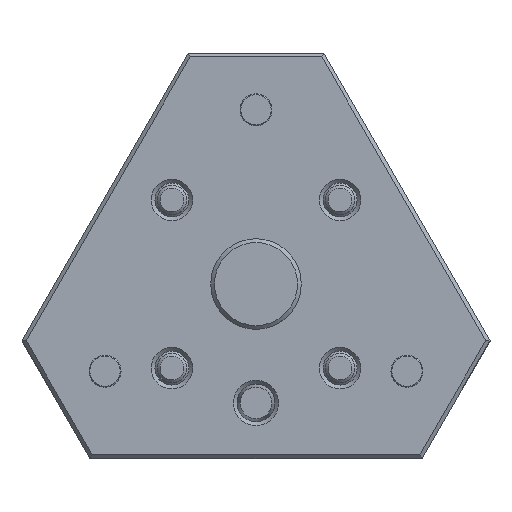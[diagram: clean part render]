
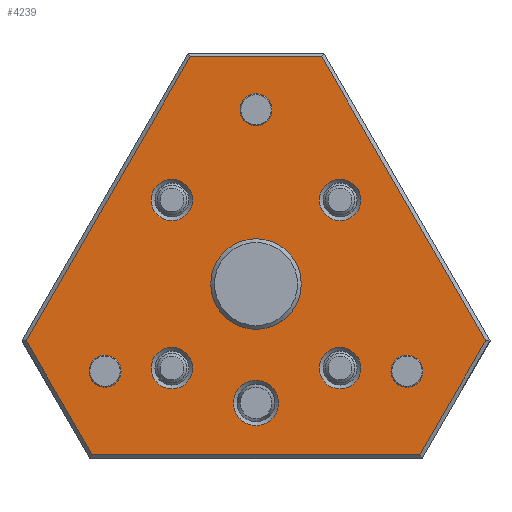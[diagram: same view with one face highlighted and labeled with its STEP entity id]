
A CAD part, top view. The second image highlights one B-rep face of the part: STEP entity #4239.
In plain terms, the highlighted planar face has unit normal (0, 0, 1).
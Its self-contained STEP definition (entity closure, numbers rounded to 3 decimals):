
#267=FACE_BOUND('',#1393,.T.);
#268=FACE_BOUND('',#1394,.T.);
#269=FACE_BOUND('',#1395,.T.);
#270=FACE_BOUND('',#1396,.T.);
#271=FACE_BOUND('',#1397,.T.);
#272=FACE_BOUND('',#1398,.T.);
#273=FACE_BOUND('',#1399,.T.);
#274=FACE_BOUND('',#1400,.T.);
#275=FACE_BOUND('',#1401,.T.);
#378=LINE('',#6465,#763);
#379=LINE('',#6467,#764);
#380=LINE('',#6469,#765);
#381=LINE('',#6471,#766);
#382=LINE('',#6473,#767);
#383=LINE('',#6474,#768);
#763=VECTOR('',#5158,10.);
#764=VECTOR('',#5159,10.);
#765=VECTOR('',#5160,10.);
#766=VECTOR('',#5161,10.);
#767=VECTOR('',#5162,10.);
#768=VECTOR('',#5163,10.);
#1139=FACE_OUTER_BOUND('',#1392,.T.);
#1392=EDGE_LOOP('',(#2971,#2972,#2973,#2974,#2975,#2976));
#1393=EDGE_LOOP('',(#2977));
#1394=EDGE_LOOP('',(#2978));
#1395=EDGE_LOOP('',(#2979));
#1396=EDGE_LOOP('',(#2980));
#1397=EDGE_LOOP('',(#2981));
#1398=EDGE_LOOP('',(#2982));
#1399=EDGE_LOOP('',(#2983));
#1400=EDGE_LOOP('',(#2984));
#1401=EDGE_LOOP('',(#2985));
#1716=CIRCLE('',#4605,6.);
#1717=CIRCLE('',#4608,2.75);
#1720=CIRCLE('',#4612,2.75);
#1721=CIRCLE('',#4613,2.75);
#1722=CIRCLE('',#4614,3.);
#1723=CIRCLE('',#4615,2.117);
#1724=CIRCLE('',#4616,2.117);
#1725=CIRCLE('',#4617,2.117);
#1726=CIRCLE('',#4618,2.75);
#1914=VERTEX_POINT('',#6450);
#1915=VERTEX_POINT('',#6455);
#1918=VERTEX_POINT('',#6463);
#1919=VERTEX_POINT('',#6464);
#1920=VERTEX_POINT('',#6466);
#1921=VERTEX_POINT('',#6468);
#1922=VERTEX_POINT('',#6470);
#1923=VERTEX_POINT('',#6472);
#1924=VERTEX_POINT('',#6475);
#1925=VERTEX_POINT('',#6477);
#1926=VERTEX_POINT('',#6479);
#1927=VERTEX_POINT('',#6481);
#1928=VERTEX_POINT('',#6483);
#1929=VERTEX_POINT('',#6485);
#1930=VERTEX_POINT('',#6487);
#2316=EDGE_CURVE('',#1914,#1914,#1716,.T.);
#2317=EDGE_CURVE('',#1915,#1915,#1717,.T.);
#2321=EDGE_CURVE('',#1918,#1919,#378,.T.);
#2322=EDGE_CURVE('',#1920,#1918,#379,.T.);
#2323=EDGE_CURVE('',#1921,#1920,#380,.T.);
#2324=EDGE_CURVE('',#1922,#1921,#381,.T.);
#2325=EDGE_CURVE('',#1923,#1922,#382,.T.);
#2326=EDGE_CURVE('',#1919,#1923,#383,.T.);
#2327=EDGE_CURVE('',#1924,#1924,#1720,.T.);
#2328=EDGE_CURVE('',#1925,#1925,#1721,.T.);
#2329=EDGE_CURVE('',#1926,#1926,#1722,.T.);
#2330=EDGE_CURVE('',#1927,#1927,#1723,.T.);
#2331=EDGE_CURVE('',#1928,#1928,#1724,.T.);
#2332=EDGE_CURVE('',#1929,#1929,#1725,.T.);
#2333=EDGE_CURVE('',#1930,#1930,#1726,.T.);
#2971=ORIENTED_EDGE('',*,*,#2321,.F.);
#2972=ORIENTED_EDGE('',*,*,#2322,.F.);
#2973=ORIENTED_EDGE('',*,*,#2323,.F.);
#2974=ORIENTED_EDGE('',*,*,#2324,.F.);
#2975=ORIENTED_EDGE('',*,*,#2325,.F.);
#2976=ORIENTED_EDGE('',*,*,#2326,.F.);
#2977=ORIENTED_EDGE('',*,*,#2327,.F.);
#2978=ORIENTED_EDGE('',*,*,#2328,.F.);
#2979=ORIENTED_EDGE('',*,*,#2329,.F.);
#2980=ORIENTED_EDGE('',*,*,#2330,.T.);
#2981=ORIENTED_EDGE('',*,*,#2331,.T.);
#2982=ORIENTED_EDGE('',*,*,#2332,.T.);
#2983=ORIENTED_EDGE('',*,*,#2316,.T.);
#2984=ORIENTED_EDGE('',*,*,#2333,.F.);
#2985=ORIENTED_EDGE('',*,*,#2317,.F.);
#4090=PLANE('',#4611);
#4239=ADVANCED_FACE('',(#1139,#267,#268,#269,#270,#271,#272,#273,#274,#275),
#4090,.T.);
#4605=AXIS2_PLACEMENT_3D('',#6452,#5143,#5144);
#4608=AXIS2_PLACEMENT_3D('',#6456,#5149,#5150);
#4611=AXIS2_PLACEMENT_3D('',#6462,#5156,#5157);
#4612=AXIS2_PLACEMENT_3D('',#6476,#5164,#5165);
#4613=AXIS2_PLACEMENT_3D('',#6478,#5166,#5167);
#4614=AXIS2_PLACEMENT_3D('',#6480,#5168,#5169);
#4615=AXIS2_PLACEMENT_3D('',#6482,#5170,#5171);
#4616=AXIS2_PLACEMENT_3D('',#6484,#5172,#5173);
#4617=AXIS2_PLACEMENT_3D('',#6486,#5174,#5175);
#4618=AXIS2_PLACEMENT_3D('',#6488,#5176,#5177);
#5143=DIRECTION('center_axis',(0.,0.,-1.));
#5144=DIRECTION('ref_axis',(1.,0.,0.));
#5149=DIRECTION('center_axis',(0.,0.,1.));
#5150=DIRECTION('ref_axis',(-1.,0.,0.));
#5156=DIRECTION('center_axis',(0.,0.,1.));
#5157=DIRECTION('ref_axis',(1.,0.,0.));
#5158=DIRECTION('',(0.5,-0.866,0.));
#5159=DIRECTION('',(1.,0.,0.));
#5160=DIRECTION('',(0.5,0.866,0.));
#5161=DIRECTION('',(-0.5,0.866,0.));
#5162=DIRECTION('',(-1.,0.,0.));
#5163=DIRECTION('',(-0.5,-0.866,0.));
#5164=DIRECTION('center_axis',(0.,0.,1.));
#5165=DIRECTION('ref_axis',(-1.,0.,0.));
#5166=DIRECTION('center_axis',(0.,0.,1.));
#5167=DIRECTION('ref_axis',(-1.,0.,0.));
#5168=DIRECTION('center_axis',(0.,0.,1.));
#5169=DIRECTION('ref_axis',(1.,0.,0.));
#5170=DIRECTION('center_axis',(0.,0.,-1.));
#5171=DIRECTION('ref_axis',(1.,0.,0.));
#5172=DIRECTION('center_axis',(0.,0.,-1.));
#5173=DIRECTION('ref_axis',(1.,0.,0.));
#5174=DIRECTION('center_axis',(0.,0.,-1.));
#5175=DIRECTION('ref_axis',(1.,0.,0.));
#5176=DIRECTION('center_axis',(0.,0.,1.));
#5177=DIRECTION('ref_axis',(-1.,0.,0.));
#6450=CARTESIAN_POINT('',(-6.,0.,0.));
#6452=CARTESIAN_POINT('Origin',(0.,0.,0.));
#6455=CARTESIAN_POINT('',(13.887,-11.137,0.));
#6456=CARTESIAN_POINT('Origin',(11.137,-11.137,0.));
#6462=CARTESIAN_POINT('Origin',(0.,11.547,
0.));
#6463=CARTESIAN_POINT('',(8.711,30.1,0.));
#6464=CARTESIAN_POINT('',(30.423,-7.506,0.));
#6465=CARTESIAN_POINT('',(7.067,32.948,0.));
#6466=CARTESIAN_POINT('',(-8.711,30.1,0.));
#6467=CARTESIAN_POINT('',(0.,30.1,0.));
#6468=CARTESIAN_POINT('',(-30.423,-7.506,0.));
#6469=CARTESIAN_POINT('',(-27.067,-1.693,0.));
#6470=CARTESIAN_POINT('',(-21.711,-22.594,0.));
#6471=CARTESIAN_POINT('',(-28.567,-10.72,0.));
#6472=CARTESIAN_POINT('',(21.711,-22.594,0.));
#6473=CARTESIAN_POINT('',(20.,-22.594,0.));
#6474=CARTESIAN_POINT('',(28.567,-10.72,0.));
#6475=CARTESIAN_POINT('',(-8.387,-11.137,0.));
#6476=CARTESIAN_POINT('Origin',(-11.137,-11.137,0.));
#6477=CARTESIAN_POINT('',(13.887,11.137,0.));
#6478=CARTESIAN_POINT('Origin',(11.137,11.137,0.));
#6479=CARTESIAN_POINT('',(-3.,-15.75,0.));
#6480=CARTESIAN_POINT('Origin',(0.,-15.75,0.));
#6481=CARTESIAN_POINT('',(-22.117,-11.547,0.));
#6482=CARTESIAN_POINT('Origin',(-20.,-11.547,0.));
#6483=CARTESIAN_POINT('',(17.883,-11.547,0.));
#6484=CARTESIAN_POINT('Origin',(20.,-11.547,0.));
#6485=CARTESIAN_POINT('',(-2.117,23.094,0.));
#6486=CARTESIAN_POINT('Origin',(0.,23.094,0.));
#6487=CARTESIAN_POINT('',(-8.387,11.137,0.));
#6488=CARTESIAN_POINT('Origin',(-11.137,11.137,0.));
